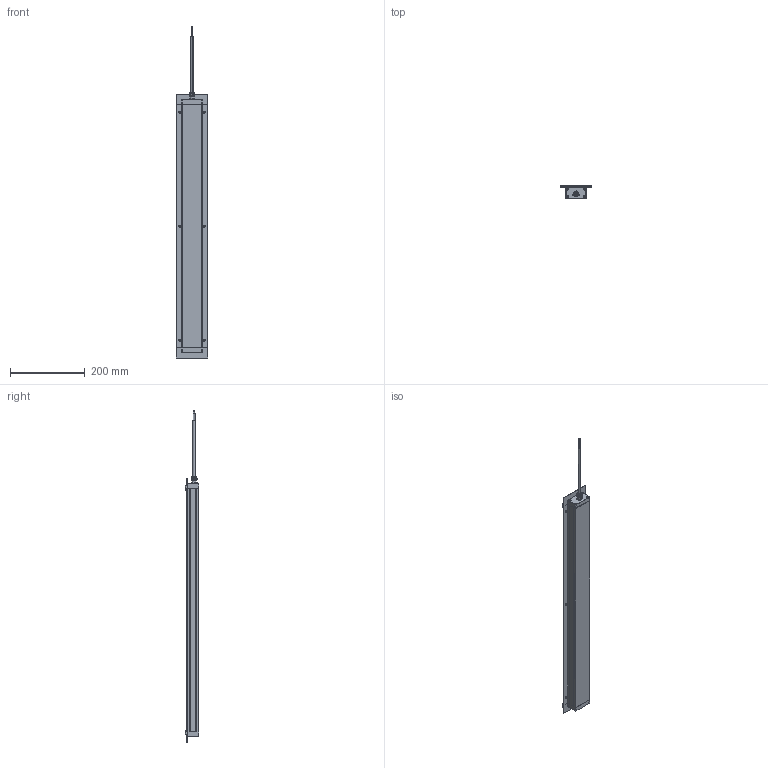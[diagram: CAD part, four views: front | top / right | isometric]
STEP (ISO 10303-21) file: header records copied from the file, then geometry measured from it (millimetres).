
FILE_DESCRIPTION (( 'STEP AP203' ), '1' );
FILE_NAME ('VE0521S01.step', '2025-03-19T13:39:04', ( '' ), ( '' ), 'SwSTEP 2.0', 'SolidWorks 2024', '' );
FILE_SCHEMA (( 'CONFIG_CONTROL_DESIGN' ));
Length unit declared in the file: millimetre
Products named in the file (1): VE0521S01
Bounding box: 84.01 x 35.27 x 888.4 mm (x, y, z)
Volume: 1224519.2 mm3; surface area: 244075.4 mm2
Topology: 5 solids, 10 shells, 625 faces, 1549 edges, 977 vertices
Faces by surface type: plane 315, cylinder 214, cone 54, bspline 42
Entity records: 19602 total; most frequent: CARTESIAN_POINT 4650, DIRECTION 3145, ORIENTED_EDGE 3050, EDGE_CURVE 1525, AXIS2_PLACEMENT_3D 1140, VERTEX_POINT 977, LINE 865, VECTOR 865
